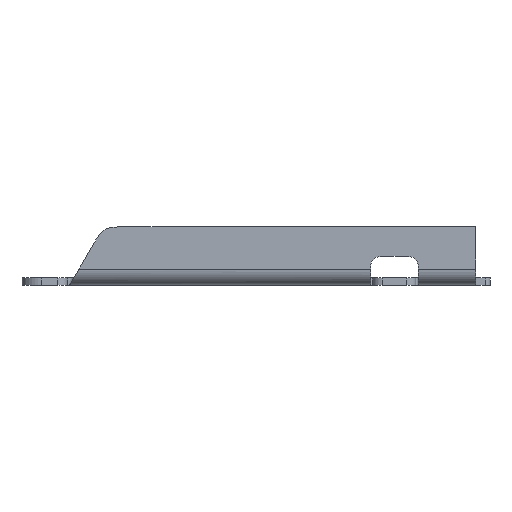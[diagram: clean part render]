
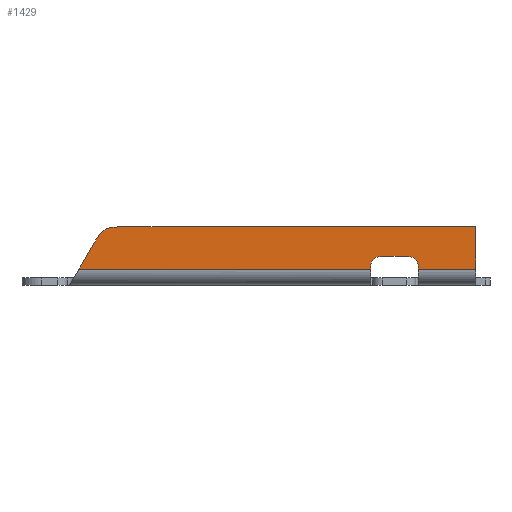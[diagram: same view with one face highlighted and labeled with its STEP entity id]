
A CAD part, left-side view. The second image highlights one B-rep face of the part: STEP entity #1429.
In plain terms, the highlighted planar face has unit normal (-1, 0, 0).
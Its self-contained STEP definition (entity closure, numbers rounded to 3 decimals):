
#24=B_SPLINE_CURVE_WITH_KNOTS('',5,(#2180,#2181,#2182,#2183,#2184,#2185),
 .UNSPECIFIED.,.F.,.F.,(6,6),(0.,1.),.UNSPECIFIED.);
#39=CIRCLE('',#1517,2.1);
#41=CIRCLE('',#1522,2.1);
#197=ORIENTED_EDGE('',*,*,#598,.F.);
#198=ORIENTED_EDGE('',*,*,#619,.F.);
#199=ORIENTED_EDGE('',*,*,#620,.T.);
#200=ORIENTED_EDGE('',*,*,#621,.T.);
#201=ORIENTED_EDGE('',*,*,#604,.T.);
#202=ORIENTED_EDGE('',*,*,#601,.F.);
#203=ORIENTED_EDGE('',*,*,#622,.F.);
#204=ORIENTED_EDGE('',*,*,#623,.T.);
#205=ORIENTED_EDGE('',*,*,#624,.T.);
#206=ORIENTED_EDGE('',*,*,#615,.F.);
#207=ORIENTED_EDGE('',*,*,#618,.T.);
#598=EDGE_CURVE('',#810,#811,#39,.T.);
#601=EDGE_CURVE('',#812,#814,#24,.F.);
#604=EDGE_CURVE('',#816,#814,#956,.T.);
#615=EDGE_CURVE('',#824,#825,#41,.T.);
#618=EDGE_CURVE('',#824,#811,#968,.T.);
#619=EDGE_CURVE('',#826,#810,#969,.T.);
#620=EDGE_CURVE('',#826,#827,#970,.T.);
#621=EDGE_CURVE('',#827,#816,#971,.T.);
#622=EDGE_CURVE('',#828,#812,#972,.T.);
#623=EDGE_CURVE('',#828,#829,#973,.T.);
#624=EDGE_CURVE('',#829,#825,#974,.T.);
#810=VERTEX_POINT('',#2161);
#811=VERTEX_POINT('',#2163);
#812=VERTEX_POINT('',#2178);
#814=VERTEX_POINT('',#2186);
#816=VERTEX_POINT('',#2197);
#824=VERTEX_POINT('',#2218);
#825=VERTEX_POINT('',#2219);
#826=VERTEX_POINT('',#2226);
#827=VERTEX_POINT('',#2228);
#828=VERTEX_POINT('',#2231);
#829=VERTEX_POINT('',#2233);
#956=LINE('',#2196,#1094);
#968=LINE('',#2223,#1106);
#969=LINE('',#2225,#1107);
#970=LINE('',#2227,#1108);
#971=LINE('',#2229,#1109);
#972=LINE('',#2230,#1110);
#973=LINE('',#2232,#1111);
#974=LINE('',#2234,#1112);
#1094=VECTOR('',#1709,1000.);
#1106=VECTOR('',#1731,1000.);
#1107=VECTOR('',#1734,1000.);
#1108=VECTOR('',#1735,1000.);
#1109=VECTOR('',#1736,1000.);
#1110=VECTOR('',#1737,1000.);
#1111=VECTOR('',#1738,1000.);
#1112=VECTOR('',#1739,1000.);
#1223=EDGE_LOOP('',(#197,#198,#199,#200,#201,#202,#203,#204,#205,#206,#207));
#1309=FACE_BOUND('',#1223,.T.);
#1387=PLANE('',#1524);
#1429=ADVANCED_FACE('',(#1309),#1387,.F.);
#1517=AXIS2_PLACEMENT_3D('',#2162,#1702,#1703);
#1522=AXIS2_PLACEMENT_3D('',#2217,#1725,#1726);
#1524=AXIS2_PLACEMENT_3D('',#2224,#1732,#1733);
#1702=DIRECTION('',(-1.,0.,0.));
#1703=DIRECTION('',(0.,-1.,0.));
#1709=DIRECTION('',(0.,1.,0.));
#1725=DIRECTION('',(-1.,0.,0.));
#1726=DIRECTION('',(0.,0.,1.));
#1731=DIRECTION('',(0.,-1.,0.));
#1732=DIRECTION('',(1.,0.,0.));
#1733=DIRECTION('',(0.,0.,-1.));
#1734=DIRECTION('',(0.,0.,1.));
#1735=DIRECTION('',(0.,-1.,0.));
#1736=DIRECTION('',(0.,0.,1.));
#1737=DIRECTION('',(0.,-0.5,0.866));
#1738=DIRECTION('',(0.,-1.,0.));
#1739=DIRECTION('',(0.,0.,1.));
#2161=CARTESIAN_POINT('',(-28.5,96.,14.7));
#2162=CARTESIAN_POINT('',(-28.5,98.1,14.7));
#2163=CARTESIAN_POINT('',(-28.5,98.1,16.8));
#2178=CARTESIAN_POINT('',(-28.5,163.688,20.));
#2180=CARTESIAN_POINT('',(-28.5,158.492,23.));
#2181=CARTESIAN_POINT('',(-28.5,159.822,23.));
#2182=CARTESIAN_POINT('',(-28.5,161.153,23.));
#2183=CARTESIAN_POINT('',(-28.5,162.358,22.304));
#2184=CARTESIAN_POINT('',(-28.5,163.023,21.152));
#2185=CARTESIAN_POINT('',(-28.5,163.688,20.));
#2186=CARTESIAN_POINT('',(-28.5,158.492,23.));
#2196=CARTESIAN_POINT('',(-28.5,84.,23.));
#2197=CARTESIAN_POINT('',(-28.5,84.,23.));
#2217=CARTESIAN_POINT('',(-28.5,103.9,14.7));
#2218=CARTESIAN_POINT('',(-28.5,103.9,16.8));
#2219=CARTESIAN_POINT('',(-28.5,106.,14.7));
#2223=CARTESIAN_POINT('',(-28.5,103.9,16.8));
#2224=CARTESIAN_POINT('',(-28.5,81.,23.));
#2225=CARTESIAN_POINT('',(-28.5,96.,14.17));
#2226=CARTESIAN_POINT('',(-28.5,96.,14.17));
#2227=CARTESIAN_POINT('',(-28.5,96.,14.17));
#2228=CARTESIAN_POINT('',(-28.5,84.,14.17));
#2229=CARTESIAN_POINT('',(-28.5,84.,14.17));
#2230=CARTESIAN_POINT('',(-28.5,167.054,14.17));
#2231=CARTESIAN_POINT('',(-28.5,167.054,14.17));
#2232=CARTESIAN_POINT('',(-28.5,167.054,14.17));
#2233=CARTESIAN_POINT('',(-28.5,106.,14.17));
#2234=CARTESIAN_POINT('',(-28.5,106.,14.17));
